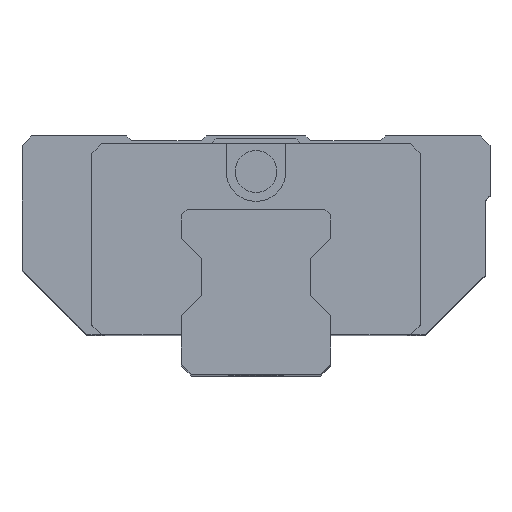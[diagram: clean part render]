
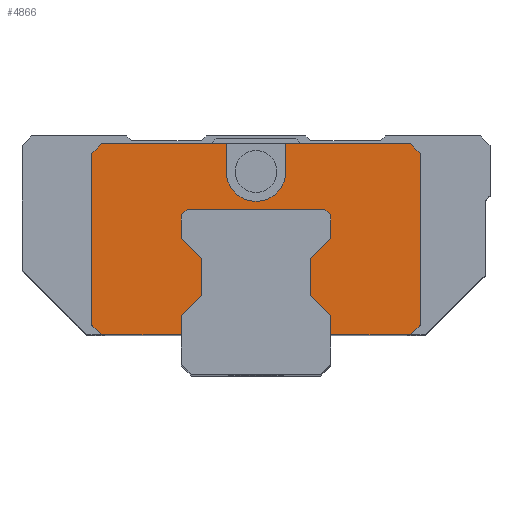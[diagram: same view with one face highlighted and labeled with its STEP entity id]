
A CAD part, top view. The second image highlights one B-rep face of the part: STEP entity #4866.
In plain terms, the highlighted planar face has unit normal (0, 0, 1).
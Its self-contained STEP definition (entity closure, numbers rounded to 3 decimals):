
#1200=DIRECTION('',(-0.766,-0.643,0.));
#1201=VECTOR('',#1200,0.779);
#1202=CARTESIAN_POINT('',(-6.903,16.5,56.6));
#1203=LINE('',#1202,#1201);
#1204=DIRECTION('',(0.707,-0.707,0.));
#1205=VECTOR('',#1204,2.851);
#1206=CARTESIAN_POINT('',(-7.5,13.66,56.6));
#1207=LINE('',#1206,#1205);
#1208=DIRECTION('',(-0.707,-0.707,0.));
#1209=VECTOR('',#1208,2.851);
#1210=CARTESIAN_POINT('',(-5.484,7.92,56.6));
#1211=LINE('',#1210,#1209);
#1212=DIRECTION('',(0.,-1.,0.));
#1213=VECTOR('',#1212,1.904);
#1214=CARTESIAN_POINT('',(-7.5,5.904,56.6));
#1215=LINE('',#1214,#1213);
#1216=DIRECTION('',(-1.,0.,0.));
#1217=VECTOR('',#1216,8.);
#1218=CARTESIAN_POINT('',(-7.5,4.,56.6));
#1219=LINE('',#1218,#1217);
#1220=DIRECTION('',(-0.707,0.707,0.));
#1221=VECTOR('',#1220,1.414);
#1222=CARTESIAN_POINT('',(-15.5,4.,56.6));
#1223=LINE('',#1222,#1221);
#1224=DIRECTION('',(0.,1.,0.));
#1225=VECTOR('',#1224,17.2);
#1226=CARTESIAN_POINT('',(-16.5,5.,56.6));
#1227=LINE('',#1226,#1225);
#1228=DIRECTION('',(0.707,0.707,0.));
#1229=VECTOR('',#1228,1.414);
#1230=CARTESIAN_POINT('',(-16.5,22.2,56.6));
#1231=LINE('',#1230,#1229);
#1232=DIRECTION('',(1.,0.,0.));
#1233=VECTOR('',#1232,12.5);
#1234=CARTESIAN_POINT('',(-15.5,23.2,56.6));
#1235=LINE('',#1234,#1233);
#1236=CARTESIAN_POINT('',(0.,20.4,56.6));
#1237=DIRECTION('',(0.,0.,1.));
#1238=DIRECTION('',(-1.,0.,0.));
#1239=AXIS2_PLACEMENT_3D('',#1236,#1237,#1238);
#1241=DIRECTION('',(0.,1.,0.));
#1242=VECTOR('',#1241,2.8);
#1243=CARTESIAN_POINT('',(3.,20.4,56.6));
#1244=LINE('',#1243,#1242);
#1245=DIRECTION('',(1.,0.,0.));
#1246=VECTOR('',#1245,12.5);
#1247=CARTESIAN_POINT('',(3.,23.2,56.6));
#1248=LINE('',#1247,#1246);
#1249=DIRECTION('',(0.707,-0.707,0.));
#1250=VECTOR('',#1249,1.414);
#1251=CARTESIAN_POINT('',(15.5,23.2,56.6));
#1252=LINE('',#1251,#1250);
#1253=DIRECTION('',(0.,-1.,0.));
#1254=VECTOR('',#1253,17.2);
#1255=CARTESIAN_POINT('',(16.5,22.2,56.6));
#1256=LINE('',#1255,#1254);
#1257=DIRECTION('',(-0.707,-0.707,0.));
#1258=VECTOR('',#1257,1.414);
#1259=CARTESIAN_POINT('',(16.5,5.,56.6));
#1260=LINE('',#1259,#1258);
#1261=DIRECTION('',(-1.,0.,0.));
#1262=VECTOR('',#1261,8.);
#1263=CARTESIAN_POINT('',(15.5,4.,56.6));
#1264=LINE('',#1263,#1262);
#1265=DIRECTION('',(-0.707,0.707,0.));
#1266=VECTOR('',#1265,2.851);
#1267=CARTESIAN_POINT('',(7.5,5.904,56.6));
#1268=LINE('',#1267,#1266);
#1269=DIRECTION('',(0.707,0.707,0.));
#1270=VECTOR('',#1269,2.851);
#1271=CARTESIAN_POINT('',(5.484,11.644,56.6));
#1272=LINE('',#1271,#1270);
#1273=DIRECTION('',(-0.766,0.643,0.));
#1274=VECTOR('',#1273,0.779);
#1275=CARTESIAN_POINT('',(7.5,15.999,56.6));
#1276=LINE('',#1275,#1274);
#1277=DIRECTION('',(1.,0.,0.));
#1278=VECTOR('',#1277,13.806);
#1279=CARTESIAN_POINT('',(-6.903,16.5,56.6));
#1280=LINE('',#1279,#1278);
#1309=DIRECTION('',(0.,-1.,0.));
#1310=VECTOR('',#1309,2.339);
#1311=CARTESIAN_POINT('',(7.5,15.999,56.6));
#1312=LINE('',#1311,#1310);
#1321=DIRECTION('',(0.,-1.,0.));
#1322=VECTOR('',#1321,3.724);
#1323=CARTESIAN_POINT('',(5.484,11.644,56.6));
#1324=LINE('',#1323,#1322);
#1349=DIRECTION('',(0.,-1.,0.));
#1350=VECTOR('',#1349,1.904);
#1351=CARTESIAN_POINT('',(7.5,5.904,56.6));
#1352=LINE('',#1351,#1350);
#1985=DIRECTION('',(0.,1.,0.));
#1986=VECTOR('',#1985,3.724);
#1987=CARTESIAN_POINT('',(-5.484,7.92,56.6));
#1988=LINE('',#1987,#1986);
#1997=DIRECTION('',(0.,1.,0.));
#1998=VECTOR('',#1997,2.339);
#1999=CARTESIAN_POINT('',(-7.5,13.66,56.6));
#2000=LINE('',#1999,#1998);
#2009=DIRECTION('',(0.,1.,0.));
#2010=VECTOR('',#2009,2.8);
#2011=CARTESIAN_POINT('',(-3.,20.4,56.6));
#2012=LINE('',#2011,#2010);
#2645=CARTESIAN_POINT('',(7.5,4.,56.6));
#2646=VERTEX_POINT('',#2645);
#2647=CARTESIAN_POINT('',(15.5,4.,56.6));
#2648=VERTEX_POINT('',#2647);
#2745=CARTESIAN_POINT('',(-7.5,4.,56.6));
#2746=VERTEX_POINT('',#2745);
#2747=CARTESIAN_POINT('',(-7.5,5.904,56.6));
#2748=VERTEX_POINT('',#2747);
#2767=CARTESIAN_POINT('',(-15.5,4.,56.6));
#2768=VERTEX_POINT('',#2767);
#2803=CARTESIAN_POINT('',(-16.5,5.,56.6));
#2804=VERTEX_POINT('',#2803);
#2805=CARTESIAN_POINT('',(-16.5,22.2,56.6));
#2806=VERTEX_POINT('',#2805);
#2813=CARTESIAN_POINT('',(-15.5,23.2,56.6));
#2814=VERTEX_POINT('',#2813);
#2819=CARTESIAN_POINT('',(15.5,23.2,56.6));
#2820=VERTEX_POINT('',#2819);
#2821=CARTESIAN_POINT('',(3.,23.2,56.6));
#2822=VERTEX_POINT('',#2821);
#2827=CARTESIAN_POINT('',(-3.,23.2,56.6));
#2828=VERTEX_POINT('',#2827);
#2849=CARTESIAN_POINT('',(16.5,22.2,56.6));
#2850=VERTEX_POINT('',#2849);
#2851=CARTESIAN_POINT('',(16.5,5.,56.6));
#2852=VERTEX_POINT('',#2851);
#2859=CARTESIAN_POINT('',(-6.903,16.5,56.6));
#2860=CARTESIAN_POINT('',(6.903,16.5,56.6));
#2861=VERTEX_POINT('',#2859);
#2862=VERTEX_POINT('',#2860);
#2863=CARTESIAN_POINT('',(-7.5,15.999,56.6));
#2864=VERTEX_POINT('',#2863);
#2865=CARTESIAN_POINT('',(-7.5,13.66,56.6));
#2866=VERTEX_POINT('',#2865);
#2867=CARTESIAN_POINT('',(-5.484,11.644,56.6));
#2868=VERTEX_POINT('',#2867);
#2869=CARTESIAN_POINT('',(-5.484,7.92,56.6));
#2870=VERTEX_POINT('',#2869);
#2871=CARTESIAN_POINT('',(-3.,20.4,56.6));
#2872=VERTEX_POINT('',#2871);
#2873=CARTESIAN_POINT('',(3.,20.4,56.6));
#2874=VERTEX_POINT('',#2873);
#2875=CARTESIAN_POINT('',(7.5,5.904,56.6));
#2876=VERTEX_POINT('',#2875);
#2877=CARTESIAN_POINT('',(5.484,7.92,56.6));
#2878=VERTEX_POINT('',#2877);
#2879=CARTESIAN_POINT('',(5.484,11.644,56.6));
#2880=VERTEX_POINT('',#2879);
#2881=CARTESIAN_POINT('',(7.5,13.66,56.6));
#2882=VERTEX_POINT('',#2881);
#2883=CARTESIAN_POINT('',(7.5,15.999,56.6));
#2884=VERTEX_POINT('',#2883);
#4818=CARTESIAN_POINT('',(3.,28.,56.6));
#4819=DIRECTION('',(0.,0.,1.));
#4820=DIRECTION('',(1.,0.,0.));
#4821=AXIS2_PLACEMENT_3D('',#4818,#4819,#4820);
#4822=PLANE('',#4821);
#4824=ORIENTED_EDGE('',*,*,#4823,.F.);
#4826=ORIENTED_EDGE('',*,*,#4825,.T.);
#4828=ORIENTED_EDGE('',*,*,#4827,.F.);
#4830=ORIENTED_EDGE('',*,*,#4829,.T.);
#4832=ORIENTED_EDGE('',*,*,#4831,.F.);
#4834=ORIENTED_EDGE('',*,*,#4833,.T.);
#4835=ORIENTED_EDGE('',*,*,#3914,.T.);
#4836=ORIENTED_EDGE('',*,*,#3949,.T.);
#4837=ORIENTED_EDGE('',*,*,#4557,.T.);
#4838=ORIENTED_EDGE('',*,*,#4571,.T.);
#4839=ORIENTED_EDGE('',*,*,#4593,.T.);
#4840=ORIENTED_EDGE('',*,*,#4619,.T.);
#4842=ORIENTED_EDGE('',*,*,#4841,.F.);
#4844=ORIENTED_EDGE('',*,*,#4843,.T.);
#4846=ORIENTED_EDGE('',*,*,#4845,.T.);
#4847=ORIENTED_EDGE('',*,*,#4611,.T.);
#4848=ORIENTED_EDGE('',*,*,#4777,.T.);
#4849=ORIENTED_EDGE('',*,*,#4791,.T.);
#4850=ORIENTED_EDGE('',*,*,#4812,.T.);
#4851=ORIENTED_EDGE('',*,*,#3630,.T.);
#4853=ORIENTED_EDGE('',*,*,#4852,.F.);
#4855=ORIENTED_EDGE('',*,*,#4854,.T.);
#4857=ORIENTED_EDGE('',*,*,#4856,.F.);
#4859=ORIENTED_EDGE('',*,*,#4858,.T.);
#4861=ORIENTED_EDGE('',*,*,#4860,.F.);
#4863=ORIENTED_EDGE('',*,*,#4862,.T.);
#4864=EDGE_LOOP('',(#4824,#4826,#4828,#4830,#4832,#4834,#4835,#4836,#4837,#4838,
#4839,#4840,#4842,#4844,#4846,#4847,#4848,#4849,#4850,#4851,#4853,#4855,#4857,
#4859,#4861,#4863));
#4865=FACE_OUTER_BOUND('',#4864,.F.);
#4866=ADVANCED_FACE('',(#4865),#4822,.T.);
#1240=CIRCLE('',#1239,3.);
#3630=EDGE_CURVE('',#2648,#2646,#1264,.T.);
#3914=EDGE_CURVE('',#2748,#2746,#1215,.T.);
#3949=EDGE_CURVE('',#2746,#2768,#1219,.T.);
#4557=EDGE_CURVE('',#2768,#2804,#1223,.T.);
#4571=EDGE_CURVE('',#2804,#2806,#1227,.T.);
#4593=EDGE_CURVE('',#2806,#2814,#1231,.T.);
#4611=EDGE_CURVE('',#2822,#2820,#1248,.T.);
#4619=EDGE_CURVE('',#2814,#2828,#1235,.T.);
#4777=EDGE_CURVE('',#2820,#2850,#1252,.T.);
#4791=EDGE_CURVE('',#2850,#2852,#1256,.T.);
#4812=EDGE_CURVE('',#2852,#2648,#1260,.T.);
#4823=EDGE_CURVE('',#2861,#2862,#1280,.T.);
#4825=EDGE_CURVE('',#2861,#2864,#1203,.T.);
#4827=EDGE_CURVE('',#2866,#2864,#2000,.T.);
#4829=EDGE_CURVE('',#2866,#2868,#1207,.T.);
#4831=EDGE_CURVE('',#2870,#2868,#1988,.T.);
#4833=EDGE_CURVE('',#2870,#2748,#1211,.T.);
#4841=EDGE_CURVE('',#2872,#2828,#2012,.T.);
#4843=EDGE_CURVE('',#2872,#2874,#1240,.T.);
#4845=EDGE_CURVE('',#2874,#2822,#1244,.T.);
#4852=EDGE_CURVE('',#2876,#2646,#1352,.T.);
#4854=EDGE_CURVE('',#2876,#2878,#1268,.T.);
#4856=EDGE_CURVE('',#2880,#2878,#1324,.T.);
#4858=EDGE_CURVE('',#2880,#2882,#1272,.T.);
#4860=EDGE_CURVE('',#2884,#2882,#1312,.T.);
#4862=EDGE_CURVE('',#2884,#2862,#1276,.T.);
